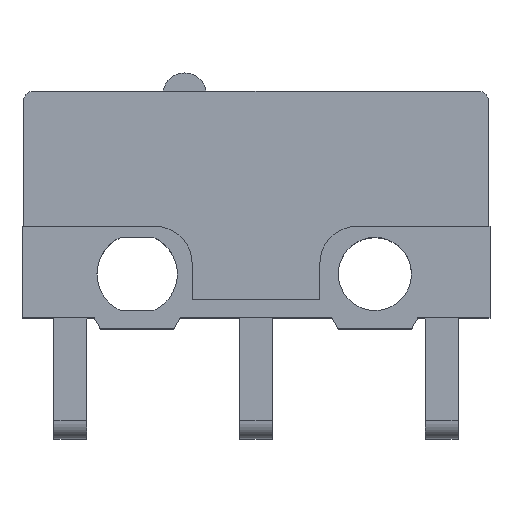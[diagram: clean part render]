
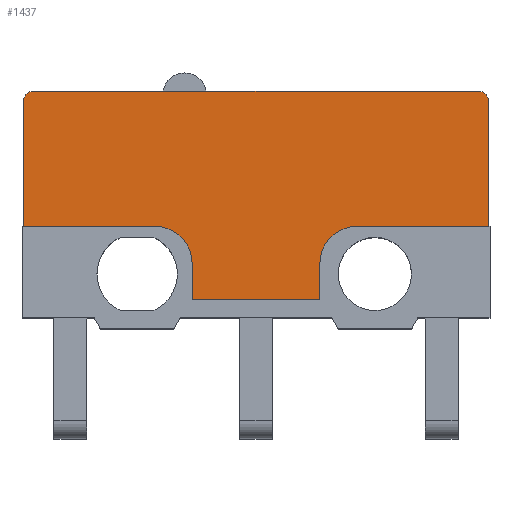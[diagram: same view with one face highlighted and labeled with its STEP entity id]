
A CAD part, top view. The second image highlights one B-rep face of the part: STEP entity #1437.
In plain terms, the highlighted planar face has unit normal (0, 0, 1).
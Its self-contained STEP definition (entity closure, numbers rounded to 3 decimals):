
#33=CIRCLE('',#1540,0.25);
#38=CIRCLE('',#1548,0.25);
#39=CIRCLE('',#1552,1.);
#40=CIRCLE('',#1553,1.);
#92=FACE_OUTER_BOUND('',#171,.T.);
#171=EDGE_LOOP('',(#971,#972,#973,#974,#975,#976,#977,#978,#979,#980,#981,
#982));
#258=LINE('',#2087,#427);
#268=LINE('',#2116,#437);
#270=LINE('',#2119,#439);
#271=LINE('',#2122,#440);
#272=LINE('',#2126,#441);
#273=LINE('',#2128,#442);
#274=LINE('',#2130,#443);
#275=LINE('',#2133,#444);
#427=VECTOR('',#1685,10.);
#437=VECTOR('',#1709,10.);
#439=VECTOR('',#1713,10.);
#440=VECTOR('',#1716,10.);
#441=VECTOR('',#1719,10.);
#442=VECTOR('',#1720,10.);
#443=VECTOR('',#1721,10.);
#444=VECTOR('',#1724,10.);
#588=VERTEX_POINT('',#2074);
#589=VERTEX_POINT('',#2075);
#593=VERTEX_POINT('',#2085);
#603=VERTEX_POINT('',#2109);
#604=VERTEX_POINT('',#2110);
#605=VERTEX_POINT('',#2115);
#606=VERTEX_POINT('',#2121);
#607=VERTEX_POINT('',#2123);
#608=VERTEX_POINT('',#2125);
#609=VERTEX_POINT('',#2127);
#610=VERTEX_POINT('',#2129);
#611=VERTEX_POINT('',#2131);
#726=EDGE_CURVE('',#588,#589,#33,.T.);
#732=EDGE_CURVE('',#588,#593,#258,.T.);
#743=EDGE_CURVE('',#603,#604,#38,.T.);
#746=EDGE_CURVE('',#605,#604,#268,.T.);
#748=EDGE_CURVE('',#603,#589,#270,.T.);
#749=EDGE_CURVE('',#606,#593,#271,.T.);
#750=EDGE_CURVE('',#607,#606,#39,.T.);
#751=EDGE_CURVE('',#608,#607,#272,.T.);
#752=EDGE_CURVE('',#609,#608,#273,.T.);
#753=EDGE_CURVE('',#610,#609,#274,.T.);
#754=EDGE_CURVE('',#611,#610,#40,.T.);
#755=EDGE_CURVE('',#605,#611,#275,.T.);
#971=ORIENTED_EDGE('',*,*,#726,.F.);
#972=ORIENTED_EDGE('',*,*,#732,.T.);
#973=ORIENTED_EDGE('',*,*,#749,.F.);
#974=ORIENTED_EDGE('',*,*,#750,.F.);
#975=ORIENTED_EDGE('',*,*,#751,.F.);
#976=ORIENTED_EDGE('',*,*,#752,.F.);
#977=ORIENTED_EDGE('',*,*,#753,.F.);
#978=ORIENTED_EDGE('',*,*,#754,.F.);
#979=ORIENTED_EDGE('',*,*,#755,.F.);
#980=ORIENTED_EDGE('',*,*,#746,.T.);
#981=ORIENTED_EDGE('',*,*,#743,.F.);
#982=ORIENTED_EDGE('',*,*,#748,.T.);
#1326=PLANE('',#1551);
#1437=ADVANCED_FACE('',(#92),#1326,.T.);
#1540=AXIS2_PLACEMENT_3D('',#2076,#1675,#1676);
#1548=AXIS2_PLACEMENT_3D('',#2111,#1703,#1704);
#1551=AXIS2_PLACEMENT_3D('',#2120,#1714,#1715);
#1552=AXIS2_PLACEMENT_3D('',#2124,#1717,#1718);
#1553=AXIS2_PLACEMENT_3D('',#2132,#1722,#1723);
#1675=DIRECTION('center_axis',(0.,0.,-1.));
#1676=DIRECTION('ref_axis',(-0.707,0.707,0.));
#1685=DIRECTION('',(0.,-1.,0.));
#1703=DIRECTION('center_axis',(0.,0.,-1.));
#1704=DIRECTION('ref_axis',(0.707,0.707,0.));
#1709=DIRECTION('',(0.,1.,0.));
#1713=DIRECTION('',(-1.,0.,0.));
#1714=DIRECTION('center_axis',(0.,0.,1.));
#1715=DIRECTION('ref_axis',(1.,0.,0.));
#1716=DIRECTION('',(-1.,0.,0.));
#1717=DIRECTION('center_axis',(0.,0.,1.));
#1718=DIRECTION('ref_axis',(1.,0.,0.));
#1719=DIRECTION('',(0.,1.,0.));
#1720=DIRECTION('',(-1.,0.,0.));
#1721=DIRECTION('',(0.,-1.,0.));
#1722=DIRECTION('center_axis',(0.,0.,1.));
#1723=DIRECTION('ref_axis',(0.,1.,0.));
#1724=DIRECTION('',(-1.,0.,0.));
#2074=CARTESIAN_POINT('',(-3.1,4.75,5.75));
#2075=CARTESIAN_POINT('',(-2.85,5.,5.75));
#2076=CARTESIAN_POINT('Origin',(-2.85,4.75,5.75));
#2085=CARTESIAN_POINT('',(-3.1,1.3,5.75));
#2087=CARTESIAN_POINT('',(-3.1,1.3,5.75));
#2109=CARTESIAN_POINT('',(9.35,5.,5.75));
#2110=CARTESIAN_POINT('',(9.6,4.75,5.75));
#2111=CARTESIAN_POINT('Origin',(9.35,4.75,5.75));
#2115=CARTESIAN_POINT('',(9.6,1.3,5.75));
#2116=CARTESIAN_POINT('',(9.6,1.3,5.75));
#2119=CARTESIAN_POINT('',(-3.1,5.,5.75));
#2120=CARTESIAN_POINT('Origin',(3.25,2.15,5.75));
#2121=CARTESIAN_POINT('',(0.5,1.3,5.75));
#2122=CARTESIAN_POINT('',(1.875,1.3,5.75));
#2123=CARTESIAN_POINT('',(1.5,0.3,5.75));
#2124=CARTESIAN_POINT('Origin',(0.5,0.3,5.75));
#2125=CARTESIAN_POINT('',(1.5,-0.7,5.75));
#2126=CARTESIAN_POINT('',(1.5,0.725,5.75));
#2127=CARTESIAN_POINT('',(5.,-0.7,5.75));
#2128=CARTESIAN_POINT('',(4.125,-0.7,5.75));
#2129=CARTESIAN_POINT('',(5.,0.3,5.75));
#2130=CARTESIAN_POINT('',(5.,1.225,5.75));
#2131=CARTESIAN_POINT('',(6.,1.3,5.75));
#2132=CARTESIAN_POINT('Origin',(6.,0.3,5.75));
#2133=CARTESIAN_POINT('',(6.45,1.3,5.75));
